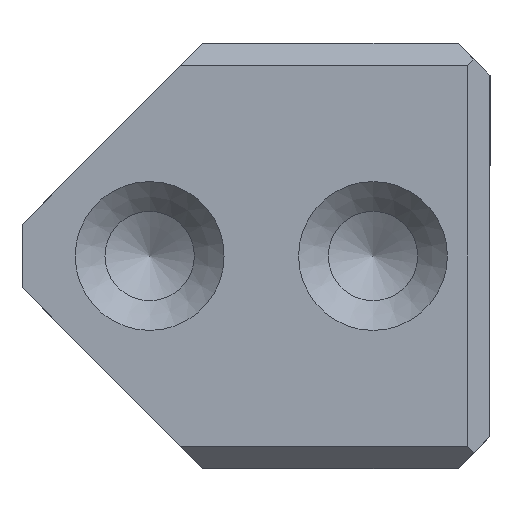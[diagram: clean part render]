
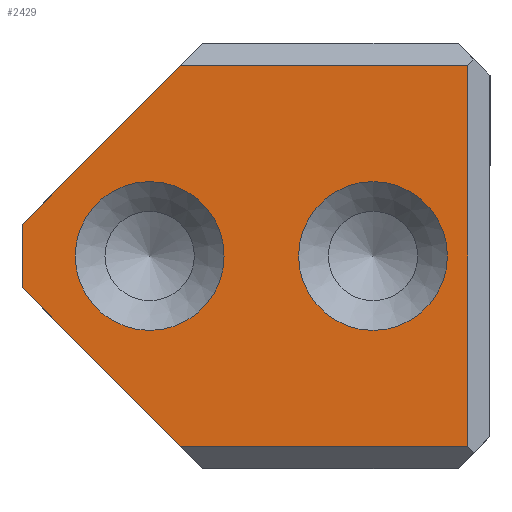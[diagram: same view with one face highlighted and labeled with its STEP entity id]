
A CAD part, left-side view. The second image highlights one B-rep face of the part: STEP entity #2429.
In plain terms, the highlighted planar face has unit normal (-1, 0, 0).
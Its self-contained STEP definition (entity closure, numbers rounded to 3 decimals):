
#2429=ADVANCED_FACE('',(#3227,#3228,#3229),#2764,.T.);
#2764=PLANE('',#8137);
#2986=CIRCLE('',#8135,3.5);
#2987=CIRCLE('',#8136,3.5);
#3227=FACE_BOUND('',#3336,.T.);
#3228=FACE_BOUND('',#3337,.T.);
#3229=FACE_BOUND('',#3338,.T.);
#3336=EDGE_LOOP('',(#3950));
#3337=EDGE_LOOP('',(#3951));
#3338=EDGE_LOOP('',(#3952,#3953,#3954,#3955,#3956,#3957));
#3950=ORIENTED_EDGE('',*,*,#6243,.T.);
#3951=ORIENTED_EDGE('',*,*,#6244,.T.);
#3952=ORIENTED_EDGE('',*,*,#6245,.T.);
#3953=ORIENTED_EDGE('',*,*,#6246,.T.);
#3954=ORIENTED_EDGE('',*,*,#6247,.T.);
#3955=ORIENTED_EDGE('',*,*,#6248,.F.);
#3956=ORIENTED_EDGE('',*,*,#6249,.T.);
#3957=ORIENTED_EDGE('',*,*,#6250,.T.);
#5660=VERTEX_POINT('',#10333);
#5661=VERTEX_POINT('',#10335);
#5662=VERTEX_POINT('',#10337);
#5663=VERTEX_POINT('',#10338);
#5664=VERTEX_POINT('',#10340);
#5665=VERTEX_POINT('',#10342);
#5666=VERTEX_POINT('',#10344);
#5667=VERTEX_POINT('',#10346);
#6243=EDGE_CURVE('',#5660,#5660,#2986,.T.);
#6244=EDGE_CURVE('',#5661,#5661,#2987,.T.);
#6245=EDGE_CURVE('',#5662,#5663,#7016,.T.);
#6246=EDGE_CURVE('',#5663,#5664,#7017,.T.);
#6247=EDGE_CURVE('',#5664,#5665,#7018,.T.);
#6248=EDGE_CURVE('',#5666,#5665,#7019,.T.);
#6249=EDGE_CURVE('',#5666,#5667,#7020,.T.);
#6250=EDGE_CURVE('',#5667,#5662,#7021,.T.);
#7016=LINE('',#10336,#7652);
#7017=LINE('',#10339,#7653);
#7018=LINE('',#10341,#7654);
#7019=LINE('',#10343,#7655);
#7020=LINE('',#10345,#7656);
#7021=LINE('',#10347,#7657);
#7652=VECTOR('',#8595,1.);
#7653=VECTOR('',#8596,1.);
#7654=VECTOR('',#8597,1.);
#7655=VECTOR('',#8598,1.);
#7656=VECTOR('',#8599,1.);
#7657=VECTOR('',#8600,1.);
#8135=AXIS2_PLACEMENT_3D('',#10332,#8591,#8592);
#8136=AXIS2_PLACEMENT_3D('',#10334,#8593,#8594);
#8137=AXIS2_PLACEMENT_3D('',#10348,#8601,#8602);
#8591=DIRECTION('',(1.,0.,0.));
#8592=DIRECTION('',(0.,0.,-1.));
#8593=DIRECTION('',(1.,0.,0.));
#8594=DIRECTION('',(0.,0.,-1.));
#8595=DIRECTION('',(0.,0.,1.));
#8596=DIRECTION('',(0.,1.,0.));
#8597=DIRECTION('',(0.,0.707,-0.707));
#8598=DIRECTION('',(0.,0.,1.));
#8599=DIRECTION('',(0.,-0.707,-0.707));
#8600=DIRECTION('',(0.,-1.,0.));
#8601=DIRECTION('',(-1.,0.,0.));
#8602=DIRECTION('',(0.,0.,-1.));
#10332=CARTESIAN_POINT('',(0.,16.,10.));
#10333=CARTESIAN_POINT('',(0.,16.,6.5));
#10334=CARTESIAN_POINT('',(0.,5.5,10.));
#10335=CARTESIAN_POINT('',(0.,5.5,6.5));
#10336=CARTESIAN_POINT('',(0.,1.05,0.));
#10337=CARTESIAN_POINT('',(0.,1.05,1.05));
#10338=CARTESIAN_POINT('',(0.,1.05,18.95));
#10339=CARTESIAN_POINT('',(0.,11.,18.95));
#10340=CARTESIAN_POINT('',(0.,14.55,18.95));
#10341=CARTESIAN_POINT('',(0.,22.25,11.25));
#10342=CARTESIAN_POINT('',(0.,22.,11.5));
#10343=CARTESIAN_POINT('',(0.,22.,0.));
#10344=CARTESIAN_POINT('',(0.,22.,8.5));
#10345=CARTESIAN_POINT('',(0.,12.25,-1.25));
#10346=CARTESIAN_POINT('',(0.,14.55,1.05));
#10347=CARTESIAN_POINT('',(0.,11.,1.05));
#10348=CARTESIAN_POINT('',(0.,11.,0.));
